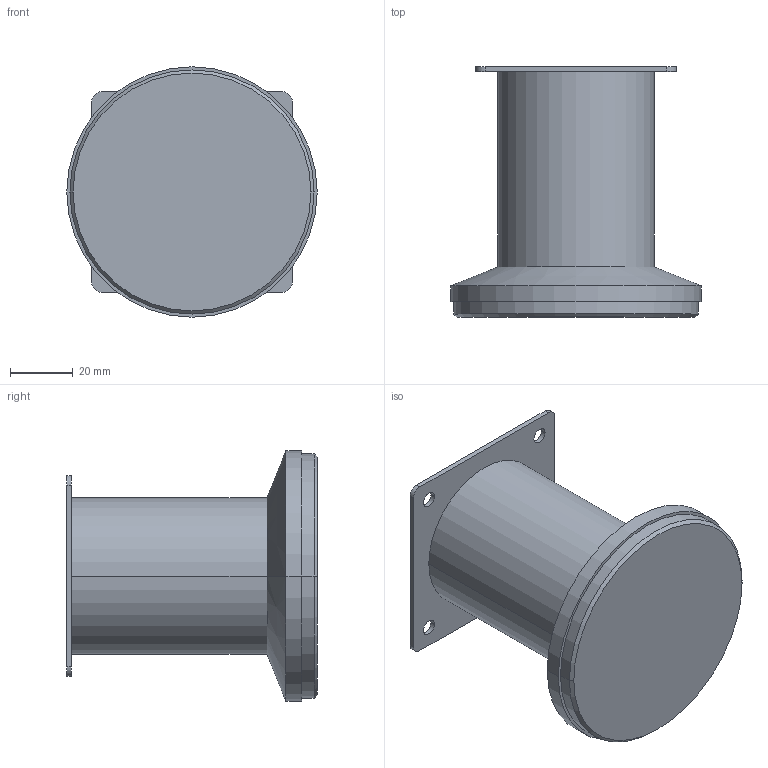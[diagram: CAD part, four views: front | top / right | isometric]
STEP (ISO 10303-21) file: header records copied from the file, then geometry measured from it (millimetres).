
FILE_DESCRIPTION (( 'STEP AP214' ), '1' );
FILE_NAME ('F001966,F001971,F001976_3D.step', '2022-10-10T15:15:19', ( '' ), ( '' ), 'SwSTEP 2.0', 'SolidWorks 2020', '' );
FILE_SCHEMA (( 'AUTOMOTIVE_DESIGN' ));
Length unit declared in the file: millimetre
Products named in the file (1): F001966,F001971,F001976_3D
Bounding box: 80 x 80 x 80 mm (x, y, z)
Volume: 197899.4 mm3; surface area: 27006.5 mm2
Topology: 1 solids, 1 shells, 30 faces, 72 edges, 46 vertices
Faces by surface type: cylinder 18, plane 8, cone 4
Entity records: 936 total; most frequent: DIRECTION 172, CARTESIAN_POINT 149, ORIENTED_EDGE 144, EDGE_CURVE 72, AXIS2_PLACEMENT_3D 69, VERTEX_POINT 46, EDGE_LOOP 40, CIRCLE 38
